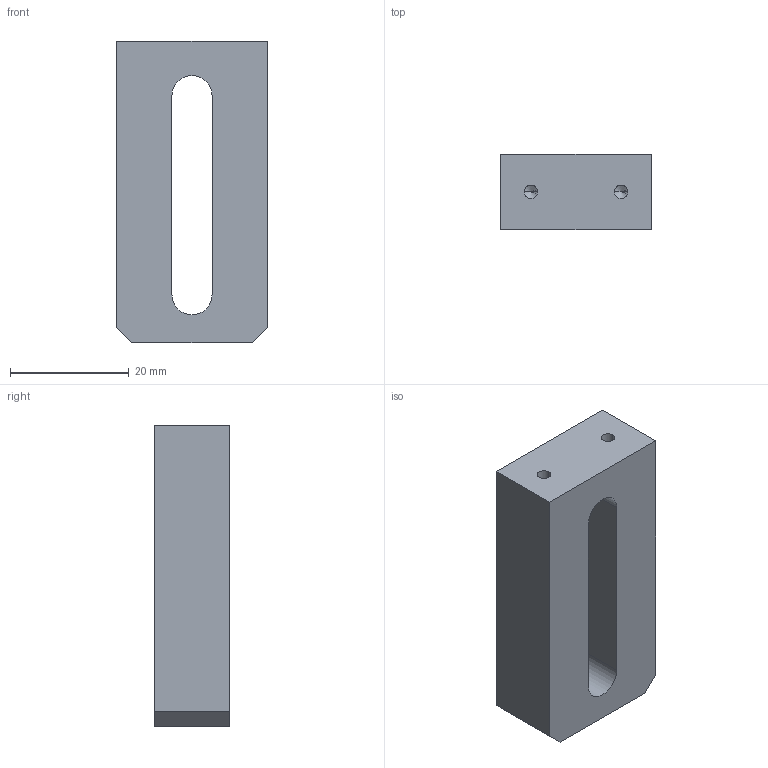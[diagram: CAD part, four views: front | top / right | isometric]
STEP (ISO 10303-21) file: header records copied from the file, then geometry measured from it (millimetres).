
FILE_DESCRIPTION (( 'STEP AP203' ), '1' );
FILE_NAME ('D0902008-v1_aLIGO_SUS_HSTS_Barrel EQ Stop Bracket.STEP', '2010-06-11T12:43:09', ( 'Dwayne Giardina' ), ( 'CA Institute of Technology' ), 'SwSTEP 2.0', 'SolidWorks 2009', '' );
FILE_SCHEMA (( 'CONFIG_CONTROL_DESIGN' ));
Length unit declared in the file: inch
Products named in the file (1): D0902008-v1_aLIGO_SUS_HSTS_Barrel EQ Stop Bracket
Bounding box: 25.4 x 12.7 x 50.8 mm (x, y, z)
Volume: 12884.3 mm3; surface area: 5220.5 mm2
Topology: 1 solids, 1 shells, 25 faces, 65 edges, 40 vertices
Faces by surface type: cylinder 11, plane 10, cone 4
Entity records: 868 total; most frequent: CARTESIAN_POINT 175, DIRECTION 127, ORIENTED_EDGE 122, EDGE_CURVE 61, AXIS2_PLACEMENT_3D 44, VERTEX_POINT 40, VECTOR 39, LINE 39
